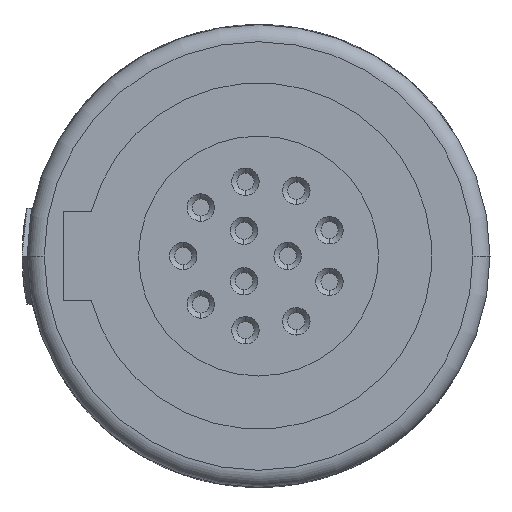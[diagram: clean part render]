
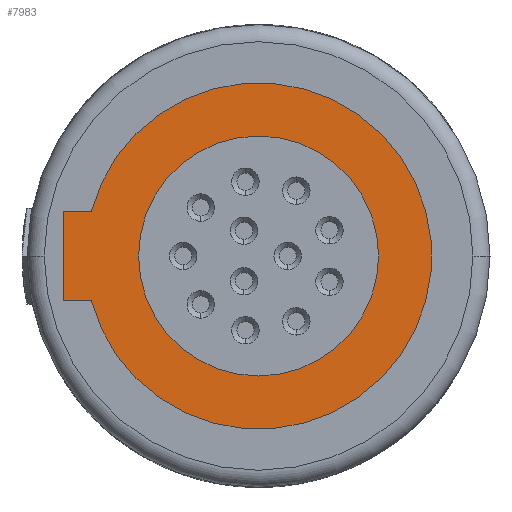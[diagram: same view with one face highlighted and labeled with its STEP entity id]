
A CAD part, left-side view. The second image highlights one B-rep face of the part: STEP entity #7983.
In plain terms, the highlighted planar face has unit normal (-1, 0, 0).
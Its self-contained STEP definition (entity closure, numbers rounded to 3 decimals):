
#2237=DIRECTION('',(0.,1.,0.));
#2238=VECTOR('',#2237,0.82);
#2239=CARTESIAN_POINT('',(0.,4.88,-1.3));
#2240=LINE('',#2239,#2238);
#2241=DIRECTION('',(0.,0.,1.));
#2242=VECTOR('',#2241,2.6);
#2243=CARTESIAN_POINT('',(0.,5.7,-1.3));
#2244=LINE('',#2243,#2242);
#2245=DIRECTION('',(0.,-1.,0.));
#2246=VECTOR('',#2245,0.82);
#2247=CARTESIAN_POINT('',(0.,5.7,1.3));
#2248=LINE('',#2247,#2246);
#2249=CARTESIAN_POINT('',(0.,0.,0.));
#2250=DIRECTION('',(1.,0.,0.));
#2251=DIRECTION('',(0.,0.,-1.));
#2252=AXIS2_PLACEMENT_3D('',#2249,#2250,#2251);
#2254=CARTESIAN_POINT('',(0.,0.,0.));
#2255=DIRECTION('',(1.,0.,0.));
#2256=DIRECTION('',(0.,0.,1.));
#2257=AXIS2_PLACEMENT_3D('',#2254,#2255,#2256);
#2268=CARTESIAN_POINT('',(0.,0.,0.));
#2269=DIRECTION('',(-1.,0.,0.));
#2270=DIRECTION('',(0.,0.966,-0.257));
#2271=AXIS2_PLACEMENT_3D('',#2268,#2269,#2270);
#4416=CARTESIAN_POINT('',(0.,0.,-3.5));
#4417=VERTEX_POINT('',#4416);
#4418=CARTESIAN_POINT('',(0.,0.,3.5));
#4419=VERTEX_POINT('',#4418);
#5120=CARTESIAN_POINT('',(0.,5.7,-1.3));
#5121=CARTESIAN_POINT('',(0.,5.7,1.3));
#5122=VERTEX_POINT('',#5120);
#5123=VERTEX_POINT('',#5121);
#5124=CARTESIAN_POINT('',(0.,4.88,-1.3));
#5125=VERTEX_POINT('',#5124);
#5126=CARTESIAN_POINT('',(0.,4.88,1.3));
#5127=VERTEX_POINT('',#5126);
#7963=CARTESIAN_POINT('',(0.,0.,0.));
#7964=DIRECTION('',(1.,0.,0.));
#7965=DIRECTION('',(0.,0.,-1.));
#7966=AXIS2_PLACEMENT_3D('',#7963,#7964,#7965);
#7967=PLANE('',#7966);
#7969=ORIENTED_EDGE('',*,*,#7968,.F.);
#7970=ORIENTED_EDGE('',*,*,#7946,.T.);
#7972=ORIENTED_EDGE('',*,*,#7971,.T.);
#7974=ORIENTED_EDGE('',*,*,#7973,.T.);
#7975=EDGE_LOOP('',(#7969,#7970,#7972,#7974));
#7976=FACE_OUTER_BOUND('',#7975,.F.);
#7978=ORIENTED_EDGE('',*,*,#7977,.F.);
#7980=ORIENTED_EDGE('',*,*,#7979,.F.);
#7981=EDGE_LOOP('',(#7978,#7980));
#7982=FACE_BOUND('',#7981,.F.);
#2253=CIRCLE('',#2252,3.5);
#2258=CIRCLE('',#2257,3.5);
#2272=CIRCLE('',#2271,5.05);
#7946=EDGE_CURVE('',#5125,#5122,#2240,.T.);
#7968=EDGE_CURVE('',#5125,#5127,#2272,.T.);
#7971=EDGE_CURVE('',#5122,#5123,#2244,.T.);
#7973=EDGE_CURVE('',#5123,#5127,#2248,.T.);
#7977=EDGE_CURVE('',#4417,#4419,#2253,.T.);
#7979=EDGE_CURVE('',#4419,#4417,#2258,.T.);
#7983=ADVANCED_FACE('',(#7976,#7982),#7967,.F.);
